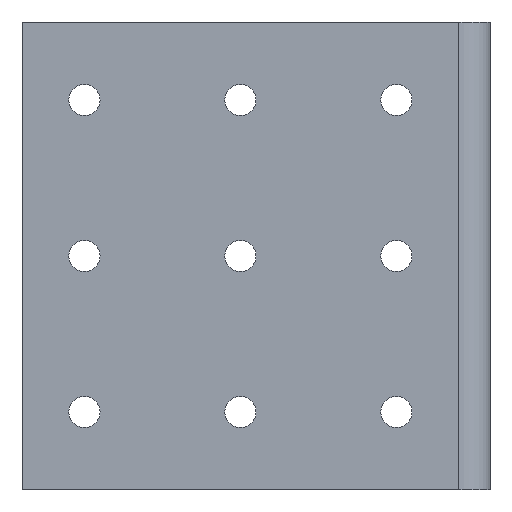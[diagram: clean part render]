
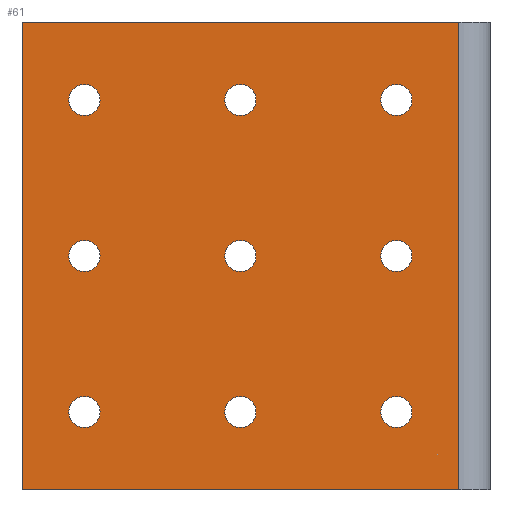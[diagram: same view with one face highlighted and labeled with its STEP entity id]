
A CAD part, left-side view. The second image highlights one B-rep face of the part: STEP entity #61.
In plain terms, the highlighted planar face has unit normal (-1, 0, 0).
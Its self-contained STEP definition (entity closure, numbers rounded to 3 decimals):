
#61 = ADVANCED_FACE( '', ( #150, #151, #152, #153, #154, #155, #156, #157, #158, #159 ), #160, .F. );
#150 = FACE_BOUND( '', #337, .T. );
#151 = FACE_BOUND( '', #338, .T. );
#152 = FACE_BOUND( '', #339, .T. );
#153 = FACE_BOUND( '', #340, .T. );
#154 = FACE_BOUND( '', #341, .T. );
#155 = FACE_BOUND( '', #342, .T. );
#156 = FACE_BOUND( '', #343, .T. );
#157 = FACE_BOUND( '', #344, .T. );
#158 = FACE_BOUND( '', #345, .T. );
#159 = FACE_OUTER_BOUND( '', #346, .T. );
#160 = PLANE( '', #347 );
#337 = EDGE_LOOP( '', ( #520 ) );
#338 = EDGE_LOOP( '', ( #521 ) );
#339 = EDGE_LOOP( '', ( #522 ) );
#340 = EDGE_LOOP( '', ( #523 ) );
#341 = EDGE_LOOP( '', ( #524 ) );
#342 = EDGE_LOOP( '', ( #525 ) );
#343 = EDGE_LOOP( '', ( #526 ) );
#344 = EDGE_LOOP( '', ( #527 ) );
#345 = EDGE_LOOP( '', ( #528 ) );
#346 = EDGE_LOOP( '', ( #529, #530, #531, #532 ) );
#347 = AXIS2_PLACEMENT_3D( '', #533, #534, #535 );
#520 = ORIENTED_EDGE( '', *, *, #805, .T. );
#521 = ORIENTED_EDGE( '', *, *, #806, .T. );
#522 = ORIENTED_EDGE( '', *, *, #807, .T. );
#523 = ORIENTED_EDGE( '', *, *, #808, .T. );
#524 = ORIENTED_EDGE( '', *, *, #809, .T. );
#525 = ORIENTED_EDGE( '', *, *, #810, .T. );
#526 = ORIENTED_EDGE( '', *, *, #811, .T. );
#527 = ORIENTED_EDGE( '', *, *, #812, .T. );
#528 = ORIENTED_EDGE( '', *, *, #813, .T. );
#529 = ORIENTED_EDGE( '', *, *, #814, .T. );
#530 = ORIENTED_EDGE( '', *, *, #815, .F. );
#531 = ORIENTED_EDGE( '', *, *, #816, .F. );
#532 = ORIENTED_EDGE( '', *, *, #817, .T. );
#533 = CARTESIAN_POINT( '', ( 0., 150., 75. ) );
#534 = DIRECTION( '', ( 1., 0., 0. ) );
#535 = DIRECTION( '', ( 0., 0., -1. ) );
#805 = EDGE_CURVE( '', #916, #916, #917, .T. );
#806 = EDGE_CURVE( '', #918, #918, #919, .T. );
#807 = EDGE_CURVE( '', #920, #920, #921, .T. );
#808 = EDGE_CURVE( '', #922, #922, #923, .T. );
#809 = EDGE_CURVE( '', #924, #924, #925, .T. );
#810 = EDGE_CURVE( '', #926, #926, #927, .T. );
#811 = EDGE_CURVE( '', #928, #928, #929, .T. );
#812 = EDGE_CURVE( '', #930, #930, #931, .T. );
#813 = EDGE_CURVE( '', #932, #932, #933, .T. );
#814 = EDGE_CURVE( '', #934, #935, #936, .T. );
#815 = EDGE_CURVE( '', #937, #935, #938, .T. );
#816 = EDGE_CURVE( '', #939, #937, #940, .T. );
#817 = EDGE_CURVE( '', #939, #934, #941, .T. );
#916 = VERTEX_POINT( '', #1091 );
#917 = CIRCLE( '', #1092, 5. );
#918 = VERTEX_POINT( '', #1093 );
#919 = CIRCLE( '', #1094, 5. );
#920 = VERTEX_POINT( '', #1095 );
#921 = CIRCLE( '', #1096, 5. );
#922 = VERTEX_POINT( '', #1097 );
#923 = CIRCLE( '', #1098, 5. );
#924 = VERTEX_POINT( '', #1099 );
#925 = CIRCLE( '', #1100, 5. );
#926 = VERTEX_POINT( '', #1101 );
#927 = CIRCLE( '', #1102, 5. );
#928 = VERTEX_POINT( '', #1103 );
#929 = CIRCLE( '', #1104, 5. );
#930 = VERTEX_POINT( '', #1105 );
#931 = CIRCLE( '', #1106, 5. );
#932 = VERTEX_POINT( '', #1107 );
#933 = CIRCLE( '', #1108, 5. );
#934 = VERTEX_POINT( '', #1109 );
#935 = VERTEX_POINT( '', #1110 );
#936 = LINE( '', #1111, #1112 );
#937 = VERTEX_POINT( '', #1113 );
#938 = LINE( '', #1114, #1115 );
#939 = VERTEX_POINT( '', #1116 );
#940 = LINE( '', #1117, #1118 );
#941 = LINE( '', #1119, #1120 );
#1091 = CARTESIAN_POINT( '', ( 0., 30., -55. ) );
#1092 = AXIS2_PLACEMENT_3D( '', #1286, #1287, #1288 );
#1093 = CARTESIAN_POINT( '', ( 0., 30., -5. ) );
#1094 = AXIS2_PLACEMENT_3D( '', #1289, #1290, #1291 );
#1095 = CARTESIAN_POINT( '', ( 0., 30., 45. ) );
#1096 = AXIS2_PLACEMENT_3D( '', #1292, #1293, #1294 );
#1097 = CARTESIAN_POINT( '', ( 0., 80., -55. ) );
#1098 = AXIS2_PLACEMENT_3D( '', #1295, #1296, #1297 );
#1099 = CARTESIAN_POINT( '', ( 0., 80., -5. ) );
#1100 = AXIS2_PLACEMENT_3D( '', #1298, #1299, #1300 );
#1101 = CARTESIAN_POINT( '', ( 0., 80., 45. ) );
#1102 = AXIS2_PLACEMENT_3D( '', #1301, #1302, #1303 );
#1103 = CARTESIAN_POINT( '', ( 0., 130., -55. ) );
#1104 = AXIS2_PLACEMENT_3D( '', #1304, #1305, #1306 );
#1105 = CARTESIAN_POINT( '', ( 0., 130., -5. ) );
#1106 = AXIS2_PLACEMENT_3D( '', #1307, #1308, #1309 );
#1107 = CARTESIAN_POINT( '', ( 0., 130., 45. ) );
#1108 = AXIS2_PLACEMENT_3D( '', #1310, #1311, #1312 );
#1109 = CARTESIAN_POINT( '', ( 0., 150., -75. ) );
#1110 = CARTESIAN_POINT( '', ( 0., 10., -75. ) );
#1111 = CARTESIAN_POINT( '', ( 0., 150., -75. ) );
#1112 = VECTOR( '', #1313, 1000. );
#1113 = CARTESIAN_POINT( '', ( 0., 10., 75. ) );
#1114 = CARTESIAN_POINT( '', ( 0., 10., 75. ) );
#1115 = VECTOR( '', #1314, 1000. );
#1116 = CARTESIAN_POINT( '', ( 0., 150., 75. ) );
#1117 = CARTESIAN_POINT( '', ( 0., 150., 75. ) );
#1118 = VECTOR( '', #1315, 1000. );
#1119 = CARTESIAN_POINT( '', ( 0., 150., 75. ) );
#1120 = VECTOR( '', #1316, 1000. );
#1286 = CARTESIAN_POINT( '', ( 0., 30., -50. ) );
#1287 = DIRECTION( '', ( 1., 0., 0. ) );
#1288 = DIRECTION( '', ( 0., 0., -1. ) );
#1289 = CARTESIAN_POINT( '', ( 0., 30., 0. ) );
#1290 = DIRECTION( '', ( 1., 0., 0. ) );
#1291 = DIRECTION( '', ( 0., 0., -1. ) );
#1292 = CARTESIAN_POINT( '', ( 0., 30., 50. ) );
#1293 = DIRECTION( '', ( 1., 0., 0. ) );
#1294 = DIRECTION( '', ( 0., 0., -1. ) );
#1295 = CARTESIAN_POINT( '', ( 0., 80., -50. ) );
#1296 = DIRECTION( '', ( 1., 0., 0. ) );
#1297 = DIRECTION( '', ( 0., 0., -1. ) );
#1298 = CARTESIAN_POINT( '', ( 0., 80., 0. ) );
#1299 = DIRECTION( '', ( 1., 0., 0. ) );
#1300 = DIRECTION( '', ( 0., 0., -1. ) );
#1301 = CARTESIAN_POINT( '', ( 0., 80., 50. ) );
#1302 = DIRECTION( '', ( 1., 0., 0. ) );
#1303 = DIRECTION( '', ( 0., 0., -1. ) );
#1304 = CARTESIAN_POINT( '', ( 0., 130., -50. ) );
#1305 = DIRECTION( '', ( 1., 0., 0. ) );
#1306 = DIRECTION( '', ( 0., 0., -1. ) );
#1307 = CARTESIAN_POINT( '', ( 0., 130., 0. ) );
#1308 = DIRECTION( '', ( 1., 0., 0. ) );
#1309 = DIRECTION( '', ( 0., 0., -1. ) );
#1310 = CARTESIAN_POINT( '', ( 0., 130., 50. ) );
#1311 = DIRECTION( '', ( 1., 0., 0. ) );
#1312 = DIRECTION( '', ( 0., 0., -1. ) );
#1313 = DIRECTION( '', ( 0., -1., 0. ) );
#1314 = DIRECTION( '', ( 0., 0., -1. ) );
#1315 = DIRECTION( '', ( 0., -1., 0. ) );
#1316 = DIRECTION( '', ( 0., 0., -1. ) );
